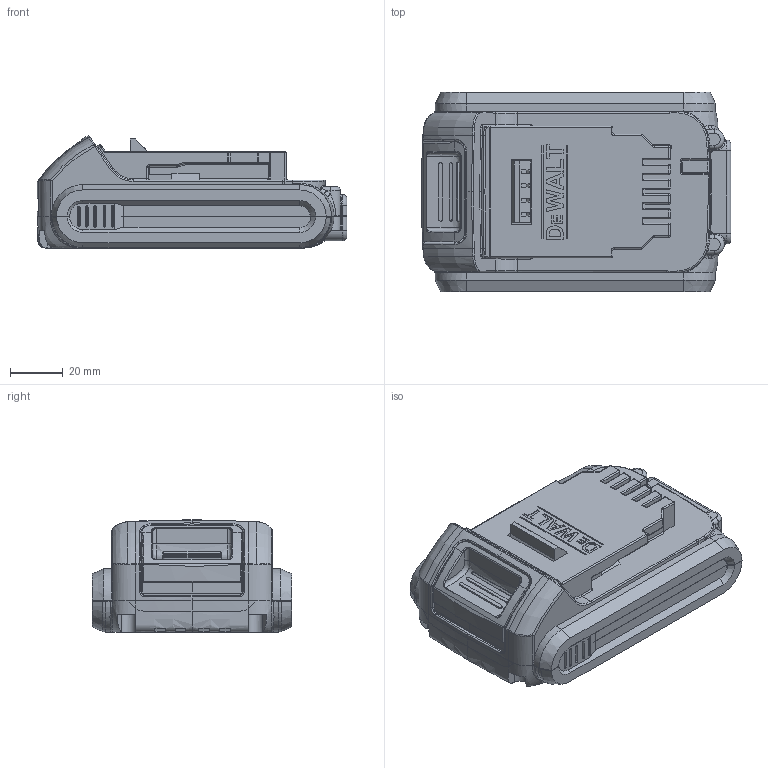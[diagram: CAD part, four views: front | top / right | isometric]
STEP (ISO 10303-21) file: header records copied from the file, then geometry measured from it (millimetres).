
FILE_DESCRIPTION(/* description */ ('Unknown'),/* implementation_level */ '2;1');
FILE_NAME(/* name */ 'Dewalt battery DCB183 - 18V XR 2Ah',/* time_stamp */ '2022-12-14T18:21:53+01:00',/* author */ ('Unknown'),/* organization */ ('Unknown'),/* preprocessor_version */ 'ST-DEVELOPER v16.7',/* originating_system */ 'DEX',/* authorisation */ $);
FILE_SCHEMA (('AUTOMOTIVE_DESIGN {1 0 10303 214 3 1 1}'));
Length unit declared in the file: millimetre
Products named in the file (2): Dewalt battery DCB183 - 18V XR 2Ah; DCB183 - 18V XR 2Ah
Assembly tree (1 placements, depth 2):
  Dewalt battery DCB183 - 18V XR 2Ah
    DCB183 - 18V XR 2Ah
Bounding box: 117.7 x 76 x 42.63 mm (x, y, z)
Volume: 249050.4 mm3; surface area: 40381 mm2
Topology: 1 solids, 1 shells, 917 faces, 2415 edges, 1535 vertices
Faces by surface type: plane 387, cylinder 215, bspline 195, torus 69, sphere 31, cone 20
Entity records: 39171 total; most frequent: CARTESIAN_POINT 11685, ORIENTED_EDGE 4656, DIRECTION 3834, EDGE_CURVE 2328, VERTEX_POINT 1431, AXIS2_PLACEMENT_3D 1324, LINE 1186, VECTOR 1186
